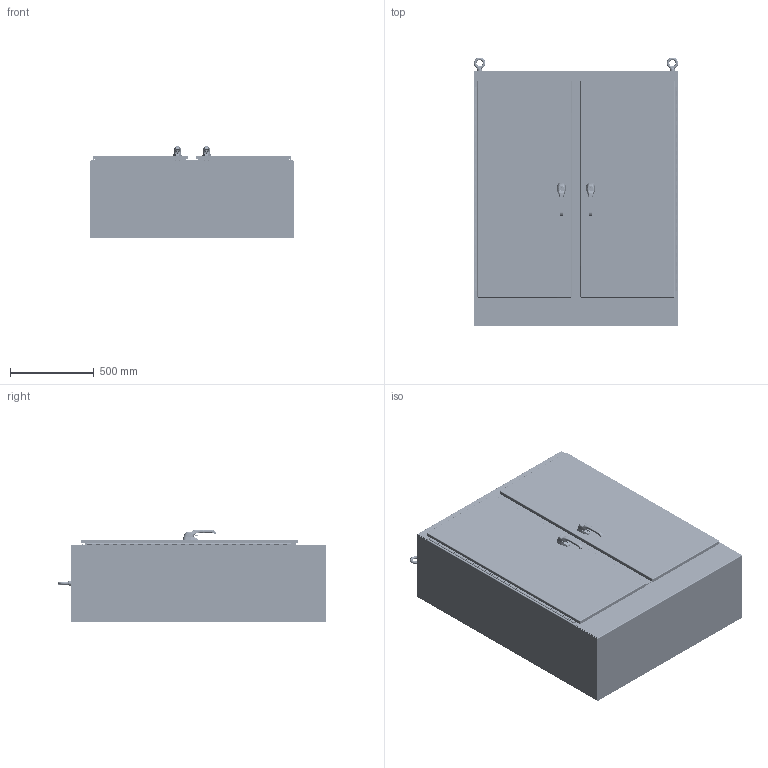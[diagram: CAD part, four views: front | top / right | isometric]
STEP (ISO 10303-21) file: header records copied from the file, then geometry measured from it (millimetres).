
FILE_DESCRIPTION(/* description */ ('NEMA 4, S.S., 2 DOOR, FREE STANDING, FLAT BACK, 60X48'),/* implementation_level */ '2;1');
FILE_NAME(/* name */ 'WA604818SSFSDN43PT.stp',/* time_stamp */ '2015-07-27T10:18:57+06:00',/* author */ ('vdas'),/* organization */ (''),/* preprocessor_version */ 'ST-DEVELOPER v15.2',/* originating_system */ 'Autodesk Inventor 2014',/* authorisation */ '');
FILE_SCHEMA (('AUTOMOTIVE_DESIGN { 1 0 10303 214 3 1 1 }'));
Products named in the file (63): WA6048SSFSDN43PTFB; WA4818SSFSDN43PTTOP; WA4818SSFSDN43PTBTM; WA18SSFSDN43PTLEA; WA6018SSFSDN43PTRS; 38846; HFW303115; HFW303116; HFW316325; HFW372182; WA60SSFSDN43PTMLR; WA60SSFSDN43PTRML; 328131T-48; 328131-48; 328131P-48; 328131-48_1; WA6048SSFSDN43PTRDR; HFW31234; HFW31233; HFW369101; 1091-903_AF0_1; 1091-903_AF0_2; 1091-903_AF0; PLASTIC-ROLLER-CAM_AF1; 7379-M6-8X25_AF0; LOCK-NUT_AF0; PLASTIC-ROLLER-CAM_AF0_ASM; SUPPORT-ROLL_AF0; 1091-BR11_AF0; HFW31712; 37028; 30254; HFW3762; 31230; 3862; SS_LARGE_DOOR_ROD_ASSM-37028; 1091-73; 1091-74-03; 1091-74-01; 1091-B11_ASM ...
Bounding box: 1222.38 x 1606.41 x 547.15 mm (x, y, z)
Volume: 25170727.2 mm3; surface area: 16122383.4 mm2
Topology: 135 solids, 135 shells, 6052 faces, 14810 edges, 8980 vertices
Faces by surface type: plane 2618, cylinder 2082, bspline 482, torus 464, cone 216, sphere 190
Full cylindrical faces by diameter (mm): 2.5 x2, 3 x2, 3.048 x2, 3.1 x4, 3.15 x2, 3.5 x2, 3.607 x2, 3.9 x2, 4.2 x4, 4.5 x4, 4.762 x8, 4.978 x8, 5 x6, 5.4 x6, 5.69 x8, 6 x6, 6.128 x4, 6.172 x4, 6.337 x12, 6.35 x28, 6.41 x4, 6.655 x32, 7.137 x8, 7.144 x10, 7.938 x4, 8 x4, 8.2 x2, 8.56 x4, 9.525 x20, 10 x2
Entity records: 104552 total; most frequent: CARTESIAN_POINT 41362, DIRECTION 13110, ORIENTED_EDGE 12408, EDGE_CURVE 6180, AXIS2_PLACEMENT_3D 4829, VERTEX_POINT 3846, LINE 3452, VECTOR 3452
